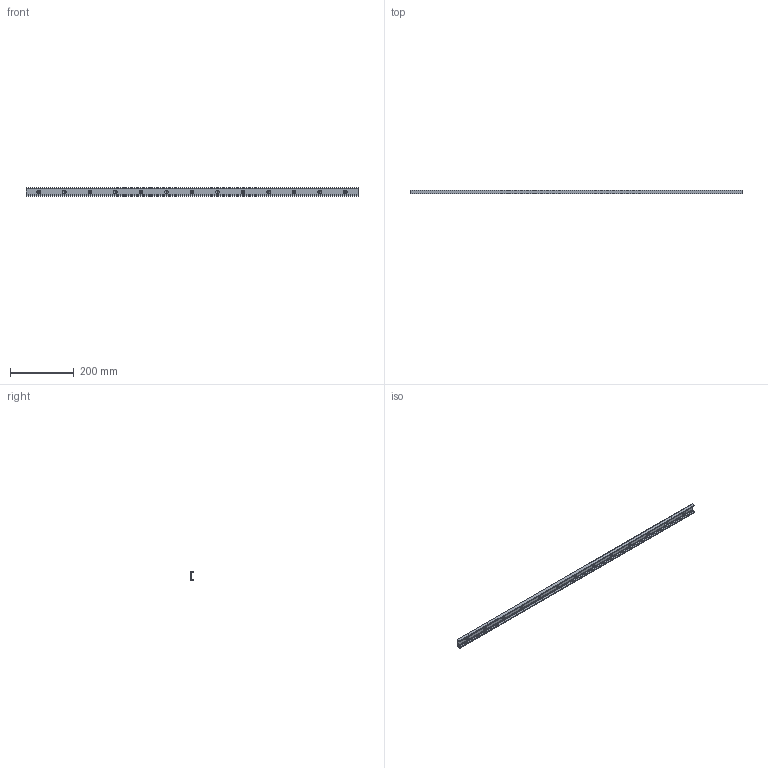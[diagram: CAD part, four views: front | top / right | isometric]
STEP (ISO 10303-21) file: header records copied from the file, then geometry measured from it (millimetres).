
FILE_DESCRIPTION((''),'2;1');
FILE_NAME('LCU 28H-1040.V.stp','2016-05-04T10:07:45',('MRathmann'),(''),'Autodesk Inventor 2012','Autodesk Inventor 2012','');
FILE_SCHEMA(('CONFIG_CONTROL_DESIGN'));
Length unit declared in the file: millimetre
Products named in the file (1): LCU 28H-1040.V
Bounding box: 1040 x 12.3 x 28 mm (x, y, z)
Volume: 157919.4 mm3; surface area: 98643.9 mm2
Topology: 1 solids, 1 shells, 46 faces, 132 edges, 88 vertices
Faces by surface type: cylinder 22, cone 13, plane 11
Full cylindrical faces by diameter (mm): 5.5 x13
Entity records: 1364 total; most frequent: DIRECTION 244, CARTESIAN_POINT 215, ORIENTED_EDGE 186, AXIS2_PLACEMENT_3D 104, EDGE_LOOP 98, EDGE_CURVE 93, VERTEX_POINT 75, CIRCLE 57
